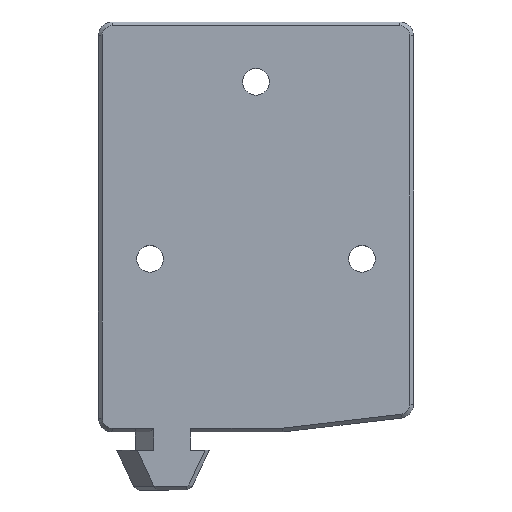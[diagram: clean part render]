
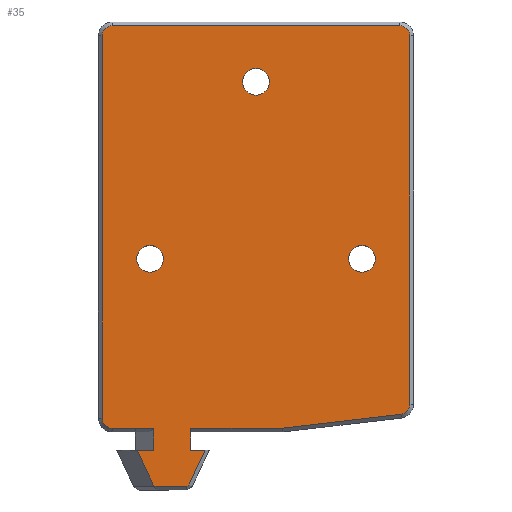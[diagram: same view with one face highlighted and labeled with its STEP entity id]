
A CAD part, top view. The second image highlights one B-rep face of the part: STEP entity #35.
In plain terms, the highlighted planar face has unit normal (0, 0, 1).
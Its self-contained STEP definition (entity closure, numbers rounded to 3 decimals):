
#35 = ADVANCED_FACE('',(#36,#210,#221,#232),#243,.T.);
#36 = FACE_BOUND('',#37,.T.);
#37 = EDGE_LOOP('',(#38,#48,#56,#64,#72,#80,#88,#96,#104,#112,#121,#129,
    #138,#146,#155,#163,#172,#180,#188,#196,#204));
#38 = ORIENTED_EDGE('',*,*,#39,.T.);
#39 = EDGE_CURVE('',#40,#42,#44,.T.);
#40 = VERTEX_POINT('',#41);
#41 = CARTESIAN_POINT('',(4.206,-5.,6.));
#42 = VERTEX_POINT('',#43);
#43 = CARTESIAN_POINT('',(6.02,-8.9,6.));
#44 = LINE('',#45,#46);
#45 = CARTESIAN_POINT('',(3.813,-4.157,6.));
#46 = VECTOR('',#47,1.);
#47 = DIRECTION('',(0.422,-0.907,0.));
#48 = ORIENTED_EDGE('',*,*,#49,.T.);
#49 = EDGE_CURVE('',#42,#50,#52,.T.);
#50 = VERTEX_POINT('',#51);
#51 = CARTESIAN_POINT('',(9.6,-8.9,6.));
#52 = LINE('',#53,#54);
#53 = CARTESIAN_POINT('',(6.206,-8.9,6.));
#54 = VECTOR('',#55,1.);
#55 = DIRECTION('',(1.,0.,0.));
#56 = ORIENTED_EDGE('',*,*,#57,.F.);
#57 = EDGE_CURVE('',#58,#50,#60,.T.);
#58 = VERTEX_POINT('',#59);
#59 = CARTESIAN_POINT('',(9.806,-8.769,6.));
#60 = LINE('',#61,#62);
#61 = CARTESIAN_POINT('',(17.75,-3.702,6.));
#62 = VECTOR('',#63,1.);
#63 = DIRECTION('',(-0.843,-0.538,0.));
#64 = ORIENTED_EDGE('',*,*,#65,.T.);
#65 = EDGE_CURVE('',#58,#66,#68,.T.);
#66 = VERTEX_POINT('',#67);
#67 = CARTESIAN_POINT('',(11.559,-5.,6.));
#68 = LINE('',#69,#70);
#69 = CARTESIAN_POINT('',(9.637,-9.131,6.));
#70 = VECTOR('',#71,1.);
#71 = DIRECTION('',(0.422,0.907,0.));
#72 = ORIENTED_EDGE('',*,*,#73,.T.);
#73 = EDGE_CURVE('',#66,#74,#76,.T.);
#74 = VERTEX_POINT('',#75);
#75 = CARTESIAN_POINT('',(10.,-5.,6.));
#76 = LINE('',#77,#78);
#77 = CARTESIAN_POINT('',(12.,-5.,6.));
#78 = VECTOR('',#79,1.);
#79 = DIRECTION('',(-1.,0.,0.));
#80 = ORIENTED_EDGE('',*,*,#81,.T.);
#81 = EDGE_CURVE('',#74,#82,#84,.T.);
#82 = VERTEX_POINT('',#83);
#83 = CARTESIAN_POINT('',(10.,-3.,6.));
#84 = LINE('',#85,#86);
#85 = CARTESIAN_POINT('',(10.,-5.,6.));
#86 = VECTOR('',#87,1.);
#87 = DIRECTION('',(0.,1.,0.));
#88 = ORIENTED_EDGE('',*,*,#89,.T.);
#89 = EDGE_CURVE('',#82,#90,#92,.T.);
#90 = VERTEX_POINT('',#91);
#91 = CARTESIAN_POINT('',(10.,-2.6,6.));
#92 = LINE('',#93,#94);
#93 = CARTESIAN_POINT('',(10.,5.845,6.));
#94 = VECTOR('',#95,1.);
#95 = DIRECTION('',(0.,1.,0.));
#96 = ORIENTED_EDGE('',*,*,#97,.F.);
#97 = EDGE_CURVE('',#98,#90,#100,.T.);
#98 = VERTEX_POINT('',#99);
#99 = CARTESIAN_POINT('',(19.977,-2.6,6.));
#100 = LINE('',#101,#102);
#101 = CARTESIAN_POINT('',(20.,-2.6,6.));
#102 = VECTOR('',#103,1.);
#103 = DIRECTION('',(-1.,0.,0.));
#104 = ORIENTED_EDGE('',*,*,#105,.F.);
#105 = EDGE_CURVE('',#106,#98,#108,.T.);
#106 = VERTEX_POINT('',#107);
#107 = CARTESIAN_POINT('',(32.828,-1.093,6.));
#108 = LINE('',#109,#110);
#109 = CARTESIAN_POINT('',(32.828,-1.093,6.));
#110 = VECTOR('',#111,1.);
#111 = DIRECTION('',(-0.993,-0.117,0.));
#112 = ORIENTED_EDGE('',*,*,#113,.F.);
#113 = EDGE_CURVE('',#114,#106,#116,.T.);
#114 = VERTEX_POINT('',#115);
#115 = CARTESIAN_POINT('',(33.8,0.,6.));
#116 = CIRCLE('',#117,1.1);
#117 = AXIS2_PLACEMENT_3D('',#118,#119,#120);
#118 = CARTESIAN_POINT('',(32.7,0.,6.));
#119 = DIRECTION('',(0.,-0.,-1.));
#120 = DIRECTION('',(1.,0.,0.));
#121 = ORIENTED_EDGE('',*,*,#122,.F.);
#122 = EDGE_CURVE('',#123,#114,#125,.T.);
#123 = VERTEX_POINT('',#124);
#124 = CARTESIAN_POINT('',(33.8,40.,6.));
#125 = LINE('',#126,#127);
#126 = CARTESIAN_POINT('',(33.8,40.,6.));
#127 = VECTOR('',#128,1.);
#128 = DIRECTION('',(0.,-1.,0.));
#129 = ORIENTED_EDGE('',*,*,#130,.F.);
#130 = EDGE_CURVE('',#131,#123,#133,.T.);
#131 = VERTEX_POINT('',#132);
#132 = CARTESIAN_POINT('',(32.7,41.1,6.));
#133 = CIRCLE('',#134,1.1);
#134 = AXIS2_PLACEMENT_3D('',#135,#136,#137);
#135 = CARTESIAN_POINT('',(32.7,40.,6.));
#136 = DIRECTION('',(0.,0.,-1.));
#137 = DIRECTION('',(0.,1.,0.));
#138 = ORIENTED_EDGE('',*,*,#139,.F.);
#139 = EDGE_CURVE('',#140,#131,#142,.T.);
#140 = VERTEX_POINT('',#141);
#141 = CARTESIAN_POINT('',(1.5,41.1,6.));
#142 = LINE('',#143,#144);
#143 = CARTESIAN_POINT('',(1.5,41.1,6.));
#144 = VECTOR('',#145,1.);
#145 = DIRECTION('',(1.,0.,0.));
#146 = ORIENTED_EDGE('',*,*,#147,.F.);
#147 = EDGE_CURVE('',#148,#140,#150,.T.);
#148 = VERTEX_POINT('',#149);
#149 = CARTESIAN_POINT('',(0.4,40.,6.));
#150 = CIRCLE('',#151,1.1);
#151 = AXIS2_PLACEMENT_3D('',#152,#153,#154);
#152 = CARTESIAN_POINT('',(1.5,40.,6.));
#153 = DIRECTION('',(0.,0.,-1.));
#154 = DIRECTION('',(-1.,0.,0.));
#155 = ORIENTED_EDGE('',*,*,#156,.F.);
#156 = EDGE_CURVE('',#157,#148,#159,.T.);
#157 = VERTEX_POINT('',#158);
#158 = CARTESIAN_POINT('',(0.4,-1.5,6.));
#159 = LINE('',#160,#161);
#160 = CARTESIAN_POINT('',(0.4,-1.5,6.));
#161 = VECTOR('',#162,1.);
#162 = DIRECTION('',(0.,1.,0.));
#163 = ORIENTED_EDGE('',*,*,#164,.F.);
#164 = EDGE_CURVE('',#165,#157,#167,.T.);
#165 = VERTEX_POINT('',#166);
#166 = CARTESIAN_POINT('',(1.5,-2.6,6.));
#167 = CIRCLE('',#168,1.1);
#168 = AXIS2_PLACEMENT_3D('',#169,#170,#171);
#169 = CARTESIAN_POINT('',(1.5,-1.5,6.));
#170 = DIRECTION('',(-0.,0.,-1.));
#171 = DIRECTION('',(0.,-1.,0.));
#172 = ORIENTED_EDGE('',*,*,#173,.F.);
#173 = EDGE_CURVE('',#174,#165,#176,.T.);
#174 = VERTEX_POINT('',#175);
#175 = CARTESIAN_POINT('',(4.,-2.6,6.));
#176 = LINE('',#177,#178);
#177 = CARTESIAN_POINT('',(4.,-2.6,6.));
#178 = VECTOR('',#179,1.);
#179 = DIRECTION('',(-1.,0.,0.));
#180 = ORIENTED_EDGE('',*,*,#181,.F.);
#181 = EDGE_CURVE('',#182,#174,#184,.T.);
#182 = VERTEX_POINT('',#183);
#183 = CARTESIAN_POINT('',(6.,-2.6,6.));
#184 = LINE('',#185,#186);
#185 = CARTESIAN_POINT('',(6.,-2.6,6.));
#186 = VECTOR('',#187,1.);
#187 = DIRECTION('',(-1.,-0.,-0.));
#188 = ORIENTED_EDGE('',*,*,#189,.F.);
#189 = EDGE_CURVE('',#190,#182,#192,.T.);
#190 = VERTEX_POINT('',#191);
#191 = CARTESIAN_POINT('',(6.,-3.,6.));
#192 = LINE('',#193,#194);
#193 = CARTESIAN_POINT('',(6.,6.845,6.));
#194 = VECTOR('',#195,1.);
#195 = DIRECTION('',(0.,1.,0.));
#196 = ORIENTED_EDGE('',*,*,#197,.T.);
#197 = EDGE_CURVE('',#190,#198,#200,.T.);
#198 = VERTEX_POINT('',#199);
#199 = CARTESIAN_POINT('',(6.,-5.,6.));
#200 = LINE('',#201,#202);
#201 = CARTESIAN_POINT('',(6.,-3.,6.));
#202 = VECTOR('',#203,1.);
#203 = DIRECTION('',(0.,-1.,0.));
#204 = ORIENTED_EDGE('',*,*,#205,.F.);
#205 = EDGE_CURVE('',#40,#198,#206,.T.);
#206 = LINE('',#207,#208);
#207 = CARTESIAN_POINT('',(9.961,-5.,6.));
#208 = VECTOR('',#209,1.);
#209 = DIRECTION('',(1.,0.,0.));
#210 = FACE_BOUND('',#211,.T.);
#211 = EDGE_LOOP('',(#212));
#212 = ORIENTED_EDGE('',*,*,#213,.T.);
#213 = EDGE_CURVE('',#214,#214,#216,.T.);
#214 = VERTEX_POINT('',#215);
#215 = CARTESIAN_POINT('',(7.05,15.789,6.));
#216 = CIRCLE('',#217,1.45);
#217 = AXIS2_PLACEMENT_3D('',#218,#219,#220);
#218 = CARTESIAN_POINT('',(5.6,15.789,6.));
#219 = DIRECTION('',(0.,0.,-1.));
#220 = DIRECTION('',(1.,0.,0.));
#221 = FACE_BOUND('',#222,.T.);
#222 = EDGE_LOOP('',(#223));
#223 = ORIENTED_EDGE('',*,*,#224,.T.);
#224 = EDGE_CURVE('',#225,#225,#227,.T.);
#225 = VERTEX_POINT('',#226);
#226 = CARTESIAN_POINT('',(30.05,15.789,6.));
#227 = CIRCLE('',#228,1.45);
#228 = AXIS2_PLACEMENT_3D('',#229,#230,#231);
#229 = CARTESIAN_POINT('',(28.6,15.789,6.));
#230 = DIRECTION('',(0.,0.,-1.));
#231 = DIRECTION('',(1.,0.,0.));
#232 = FACE_BOUND('',#233,.T.);
#233 = EDGE_LOOP('',(#234));
#234 = ORIENTED_EDGE('',*,*,#235,.T.);
#235 = EDGE_CURVE('',#236,#236,#238,.T.);
#236 = VERTEX_POINT('',#237);
#237 = CARTESIAN_POINT('',(18.55,35.011,6.));
#238 = CIRCLE('',#239,1.45);
#239 = AXIS2_PLACEMENT_3D('',#240,#241,#242);
#240 = CARTESIAN_POINT('',(17.1,35.011,6.));
#241 = DIRECTION('',(0.,0.,-1.));
#242 = DIRECTION('',(1.,0.,0.));
#243 = PLANE('',#244);
#244 = AXIS2_PLACEMENT_3D('',#245,#246,#247);
#245 = CARTESIAN_POINT('',(15.921,16.69,6.));
#246 = DIRECTION('',(0.,0.,1.));
#247 = DIRECTION('',(1.,0.,0.));
